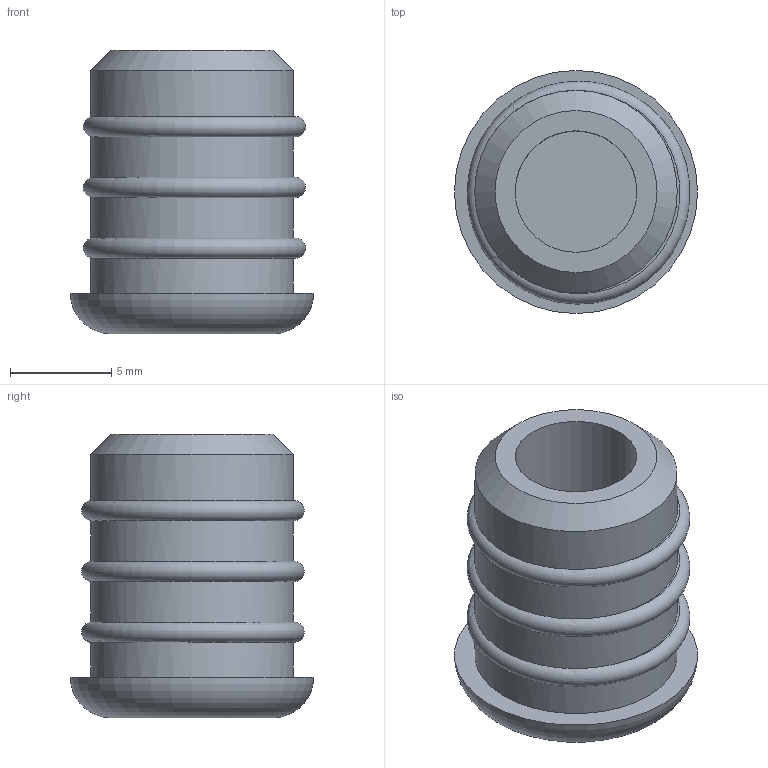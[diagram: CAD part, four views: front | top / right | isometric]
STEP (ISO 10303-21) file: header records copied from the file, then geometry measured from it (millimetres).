
FILE_DESCRIPTION(/* description */ (''),/* implementation_level */ '2;1');
FILE_NAME(/* name */ '20210210_bike_lead.step',/* time_stamp */ '2021-04-25T11:51:44+02:00',/* author */ (''),/* organization */ (''),/* preprocessor_version */ 'ST-DEVELOPER v18.1',/* originating_system */ 'Autodesk Translation Framework v10.6.0.1341',/* authorisation */ '');
FILE_SCHEMA (('AUTOMOTIVE_DESIGN { 1 0 10303 214 3 1 1 }'));
Length unit declared in the file: millimetre
Products named in the file (1): First_test_assembly
Bounding box: 12 x 12 x 14 mm (x, y, z)
Volume: 823.3 mm3; surface area: 914.9 mm2
Topology: 1 solids, 1 shells, 20 faces, 47 edges, 31 vertices
Faces by surface type: plane 10, cylinder 5, torus 4, cone 1
Full cylindrical faces by diameter (mm): 6 x1, 10 x4
Entity records: 746 total; most frequent: CARTESIAN_POINT 255, ORIENTED_EDGE 94, DIRECTION 94, EDGE_CURVE 47, AXIS2_PLACEMENT_3D 44, VERTEX_POINT 31, CIRCLE 23, EDGE_LOOP 22
